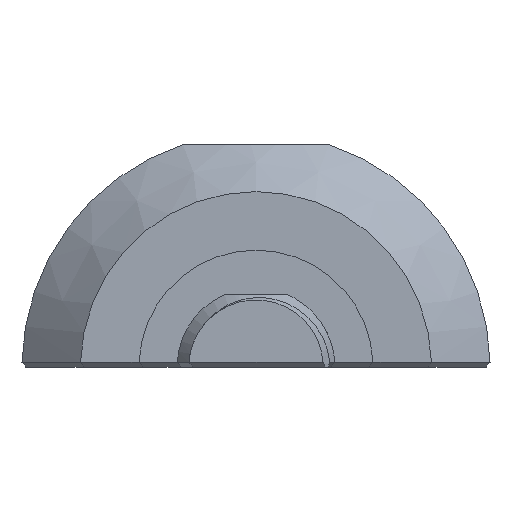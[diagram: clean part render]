
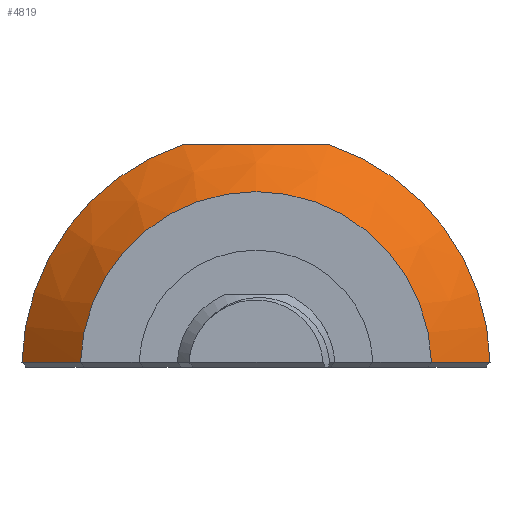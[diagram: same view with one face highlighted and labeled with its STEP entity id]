
A CAD part, left-side view. The second image highlights one B-rep face of the part: STEP entity #4819.
In plain terms, the highlighted conical face has half-angle 45 degrees and reference radius 10 mm.
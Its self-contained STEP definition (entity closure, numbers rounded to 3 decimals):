
#4493=CARTESIAN_POINT('',(-51.2,-159.998,0.2));
#4494=VERTEX_POINT('',#4493);
#4495=CARTESIAN_POINT('',(-51.2,-153.122,9.5));
#4496=VERTEX_POINT('',#4495);
#4497=CARTESIAN_POINT('',(-51.2,-150.,-0.));
#4498=DIRECTION('',(-1.,-0.,0.));
#4499=DIRECTION('',(-0.,1.,0.));
#4500=AXIS2_PLACEMENT_3D('',#4497,#4498,#4499);
#4501=CIRCLE('',#4500,10.);
#4502=EDGE_CURVE('',#4494,#4496,#4501,.T.);
#4730=CARTESIAN_POINT('',(-53.7,-142.503,0.2));
#4731=VERTEX_POINT('',#4730);
#4757=CARTESIAN_POINT('',(-53.7,-157.497,0.2));
#4758=VERTEX_POINT('',#4757);
#4765=CARTESIAN_POINT('',(-53.7,-150.,-0.));
#4766=DIRECTION('',(-1.,-0.,0.));
#4767=DIRECTION('',(0.,-1.,-0.));
#4768=AXIS2_PLACEMENT_3D('',#4765,#4766,#4767);
#4769=CIRCLE('',#4768,7.5);
#4770=EDGE_CURVE('',#4758,#4731,#4769,.T.);
#4775=CARTESIAN_POINT('',(-51.2,-150.,-0.));
#4776=DIRECTION('',(1.,0.,-0.));
#4777=DIRECTION('',(-0.,1.,0.));
#4778=AXIS2_PLACEMENT_3D('',#4775,#4776,#4777);
#4779=CONICAL_SURFACE('',#4778,10.,45.);
#4780=CARTESIAN_POINT('',(-51.2,-146.878,9.5));
#4781=VERTEX_POINT('',#4780);
#4782=CARTESIAN_POINT('',(-51.2,-140.002,0.2));
#4783=VERTEX_POINT('',#4782);
#4784=CARTESIAN_POINT('',(-51.2,-150.,-0.));
#4785=DIRECTION('',(-1.,-0.,0.));
#4786=DIRECTION('',(-0.,1.,0.));
#4787=AXIS2_PLACEMENT_3D('',#4784,#4785,#4786);
#4788=CIRCLE('',#4787,10.);
#4789=EDGE_CURVE('',#4781,#4783,#4788,.T.);
#4790=ORIENTED_EDGE('',*,*,#4789,.T.);
#4791=CARTESIAN_POINT('',(-51.2,-140.002,0.2));
#4792=CARTESIAN_POINT('',(-52.152,-140.955,0.2));
#4793=CARTESIAN_POINT('',(-52.986,-141.788,0.2));
#4794=CARTESIAN_POINT('',(-53.7,-142.503,0.2));
#4795=B_SPLINE_CURVE_WITH_KNOTS('',3,(#4791,#4792,#4793,#4794),.UNSPECIFIED.,.F.,.F.,(4,4),(0.,1.),.UNSPECIFIED.);
#4796=EDGE_CURVE('',#4783,#4731,#4795,.T.);
#4797=ORIENTED_EDGE('',*,*,#4796,.T.);
#4798=ORIENTED_EDGE('',*,*,#4770,.F.);
#4799=CARTESIAN_POINT('',(-53.7,-157.497,0.2));
#4800=CARTESIAN_POINT('',(-52.986,-158.212,0.2));
#4801=CARTESIAN_POINT('',(-52.152,-159.045,0.2));
#4802=CARTESIAN_POINT('',(-51.2,-159.998,0.2));
#4803=B_SPLINE_CURVE_WITH_KNOTS('',3,(#4799,#4800,#4801,#4802),.UNSPECIFIED.,.F.,.F.,(4,4),(0.,1.),.UNSPECIFIED.);
#4804=EDGE_CURVE('',#4758,#4494,#4803,.T.);
#4805=ORIENTED_EDGE('',*,*,#4804,.T.);
#4806=ORIENTED_EDGE('',*,*,#4502,.T.);
#4807=CARTESIAN_POINT('',(-51.2,-146.878,9.5));
#4808=CARTESIAN_POINT('',(-51.517,-147.892,9.5));
#4809=CARTESIAN_POINT('',(-51.7,-148.93,9.5));
#4810=CARTESIAN_POINT('',(-51.7,-150.,9.5));
#4811=CARTESIAN_POINT('',(-51.7,-151.07,9.5));
#4812=CARTESIAN_POINT('',(-51.517,-152.108,9.5));
#4813=CARTESIAN_POINT('',(-51.2,-153.122,9.5));
#4814=B_SPLINE_CURVE_WITH_KNOTS('',3,(#4807,#4808,#4809,#4810,#4811,#4812,#4813),.UNSPECIFIED.,.F.,.F.,(4,3,4),(0.026,0.03,0.033),.UNSPECIFIED.);
#4815=EDGE_CURVE('',#4781,#4496,#4814,.T.);
#4816=ORIENTED_EDGE('',*,*,#4815,.F.);
#4817=EDGE_LOOP('',(#4790,#4797,#4798,#4805,#4806,#4816));
#4818=FACE_BOUND('',#4817,.T.);
#4819=ADVANCED_FACE('',(#4818),#4779,.T.);
